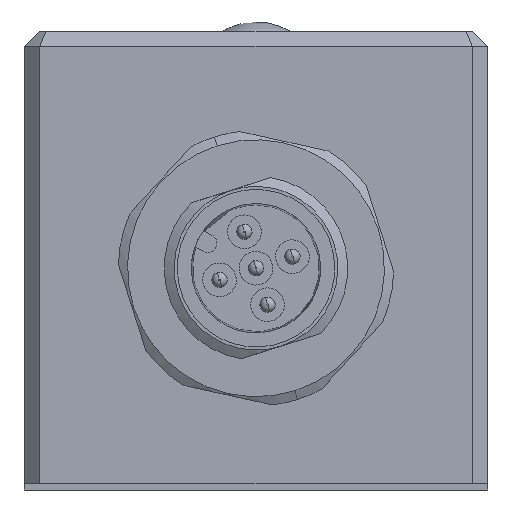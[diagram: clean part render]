
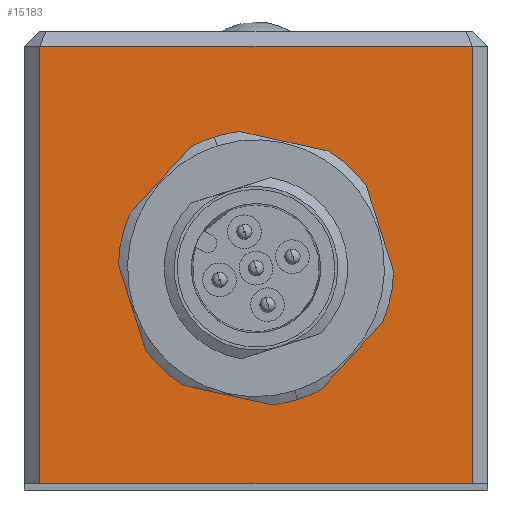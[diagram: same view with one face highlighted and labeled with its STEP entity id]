
A CAD part, front view. The second image highlights one B-rep face of the part: STEP entity #15183.
In plain terms, the highlighted planar face has unit normal (0, -1, 0).
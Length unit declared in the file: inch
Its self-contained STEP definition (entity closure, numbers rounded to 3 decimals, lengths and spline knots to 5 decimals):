
#119 = DIRECTION ( 'NONE',  ( 0., 0., 1. ) ) ;
#176 = DIRECTION ( 'NONE',  ( 1., 0., 0. ) ) ;
#252 = ORIENTED_EDGE ( 'NONE', *, *, #1187, .F. ) ;
#573 = ORIENTED_EDGE ( 'NONE', *, *, #16753, .T. ) ;
#626 = VECTOR ( 'NONE', #3469, 39.37008 ) ;
#1103 = DIRECTION ( 'NONE',  ( 1., 0., 0. ) ) ;
#1187 = EDGE_CURVE ( 'NONE', #14550, #7909, #19000, .T. ) ;
#1901 = CARTESIAN_POINT ( 'NONE',  ( 0.55709, -2.1063, 1.14173 ) ) ;
#2217 = EDGE_CURVE ( 'NONE', #7680, #5386, #14998, .T. ) ;
#2263 = EDGE_LOOP ( 'NONE', ( #12480, #15965 ) ) ;
#2492 = CARTESIAN_POINT ( 'NONE',  ( 0., -2.1063, 0.57087 ) ) ;
#3036 = PLANE ( 'NONE',  #8077 ) ;
#3469 = DIRECTION ( 'NONE',  ( 0., 0., 1. ) ) ;
#3917 = DIRECTION ( 'NONE',  ( 1., 0., 0. ) ) ;
#4326 = VERTEX_POINT ( 'NONE', #1901 ) ;
#4391 = AXIS2_PLACEMENT_3D ( 'NONE', #15619, #6568, #176 ) ;
#5241 = AXIS2_PLACEMENT_3D ( 'NONE', #2492, #11927, #3917 ) ;
#5311 = FACE_BOUND ( 'NONE', #2263, .T. ) ;
#5386 = VERTEX_POINT ( 'NONE', #7730 ) ;
#5858 = EDGE_CURVE ( 'NONE', #7909, #4326, #17128, .T. ) ;
#6568 = DIRECTION ( 'NONE',  ( 0., 1., 0. ) ) ;
#6736 = VECTOR ( 'NONE', #10356, 39.37008 ) ;
#7680 = VERTEX_POINT ( 'NONE', #19236 ) ;
#7730 = CARTESIAN_POINT ( 'NONE',  ( 0.31496, -2.1063, 0.57087 ) ) ;
#7909 = VERTEX_POINT ( 'NONE', #15216 ) ;
#8077 = AXIS2_PLACEMENT_3D ( 'NONE', #12412, #9193, #13830 ) ;
#8496 = FACE_OUTER_BOUND ( 'NONE', #17109, .T. ) ;
#8878 = EDGE_CURVE ( 'NONE', #5386, #7680, #18036, .T. ) ;
#9193 = DIRECTION ( 'NONE',  ( 0., -1., 0. ) ) ;
#9614 = VECTOR ( 'NONE', #119, 39.37008 ) ;
#9626 = CARTESIAN_POINT ( 'NONE',  ( -0.55709, -2.1063, 0.01575 ) ) ;
#9667 = VERTEX_POINT ( 'NONE', #16490 ) ;
#9704 = VECTOR ( 'NONE', #1103, 39.37008 ) ;
#10356 = DIRECTION ( 'NONE',  ( 1., 0., 0. ) ) ;
#10489 = CARTESIAN_POINT ( 'NONE',  ( -0.55709, -2.1063, 1.14173 ) ) ;
#11927 = DIRECTION ( 'NONE',  ( 0., 1., 0. ) ) ;
#12412 = CARTESIAN_POINT ( 'NONE',  ( 0.55709, -2.1063, 0. ) ) ;
#12480 = ORIENTED_EDGE ( 'NONE', *, *, #8878, .T. ) ;
#13100 = EDGE_CURVE ( 'NONE', #9667, #4326, #17369, .T. ) ;
#13542 = ORIENTED_EDGE ( 'NONE', *, *, #5858, .F. ) ;
#13830 = DIRECTION ( 'NONE',  ( 0., 0., -1. ) ) ;
#14196 = CARTESIAN_POINT ( 'NONE',  ( -0.55709, -2.1063, 0.01575 ) ) ;
#14550 = VERTEX_POINT ( 'NONE', #9626 ) ;
#14998 = CIRCLE ( 'NONE', #4391, 0.31496 ) ;
#15183 = ADVANCED_FACE ( 'NONE', ( #5311, #8496 ), #3036, .T. ) ;
#15216 = CARTESIAN_POINT ( 'NONE',  ( -0.55709, -2.1063, 1.14173 ) ) ;
#15619 = CARTESIAN_POINT ( 'NONE',  ( 0., -2.1063, 0.57087 ) ) ;
#15965 = ORIENTED_EDGE ( 'NONE', *, *, #2217, .T. ) ;
#16490 = CARTESIAN_POINT ( 'NONE',  ( 0.55709, -2.1063, 0.01575 ) ) ;
#16753 = EDGE_CURVE ( 'NONE', #14550, #9667, #20074, .T. ) ;
#17109 = EDGE_LOOP ( 'NONE', ( #573, #18139, #13542, #252 ) ) ;
#17128 = LINE ( 'NONE', #10489, #6736 ) ;
#17369 = LINE ( 'NONE', #18902, #626 ) ;
#18036 = CIRCLE ( 'NONE', #5241, 0.31496 ) ;
#18139 = ORIENTED_EDGE ( 'NONE', *, *, #13100, .T. ) ;
#18902 = CARTESIAN_POINT ( 'NONE',  ( 0.55709, -2.1063, 0.01575 ) ) ;
#19000 = LINE ( 'NONE', #14196, #9614 ) ;
#19236 = CARTESIAN_POINT ( 'NONE',  ( -0.31496, -2.1063, 0.57087 ) ) ;
#19509 = CARTESIAN_POINT ( 'NONE',  ( -0.55709, -2.1063, 0.01575 ) ) ;
#20074 = LINE ( 'NONE', #19509, #9704 ) ;
